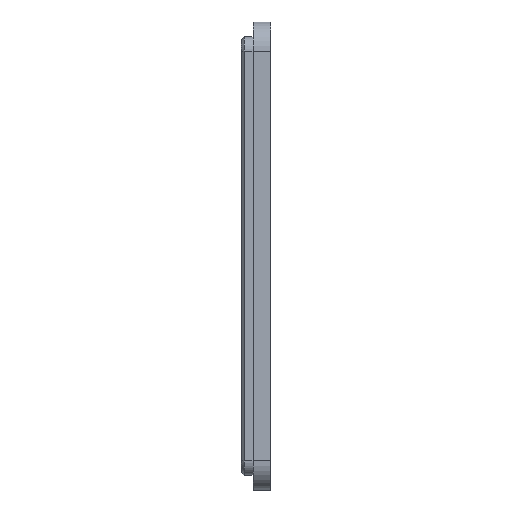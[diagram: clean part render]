
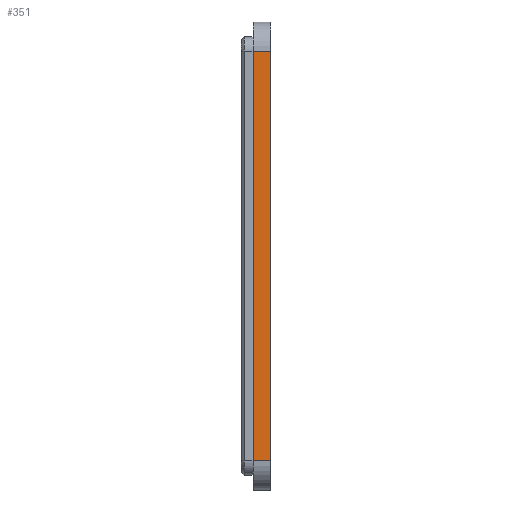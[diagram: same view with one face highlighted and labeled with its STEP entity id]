
A CAD part, left-side view. The second image highlights one B-rep face of the part: STEP entity #351.
In plain terms, the highlighted planar face has unit normal (-1, 0, 0).
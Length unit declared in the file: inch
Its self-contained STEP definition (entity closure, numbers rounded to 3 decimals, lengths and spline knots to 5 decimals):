
#34 = CARTESIAN_POINT ( 'NONE',  ( 0., 0.15, -0.25 ) ) ;
#100 = AXIS2_PLACEMENT_3D ( 'NONE', #1268, #173, #1427 ) ;
#126 = CARTESIAN_POINT ( 'NONE',  ( 0., 0., 0. ) ) ;
#132 = ORIENTED_EDGE ( 'NONE', *, *, #613, .T. ) ;
#156 = CARTESIAN_POINT ( 'NONE',  ( 0., 0.15, 0. ) ) ;
#167 = CARTESIAN_POINT ( 'NONE',  ( 0., 0., -3.75 ) ) ;
#173 = DIRECTION ( 'NONE',  ( -1., 0., 0. ) ) ;
#298 = VECTOR ( 'NONE', #1887, 39.37008 ) ;
#351 = ADVANCED_FACE ( 'NONE', ( #1437 ), #962, .T. ) ;
#451 = ORIENTED_EDGE ( 'NONE', *, *, #682, .F. ) ;
#510 = VERTEX_POINT ( 'NONE', #1063 ) ;
#613 = EDGE_CURVE ( 'NONE', #2060, #677, #1074, .T. ) ;
#677 = VERTEX_POINT ( 'NONE', #167 ) ;
#682 = EDGE_CURVE ( 'NONE', #510, #677, #2043, .T. ) ;
#751 = CARTESIAN_POINT ( 'NONE',  ( 0., 0.15, -3.75 ) ) ;
#759 = DIRECTION ( 'NONE',  ( 0., 0., -1. ) ) ;
#828 = ORIENTED_EDGE ( 'NONE', *, *, #1385, .F. ) ;
#864 = VECTOR ( 'NONE', #1089, 39.37008 ) ;
#888 = CARTESIAN_POINT ( 'NONE',  ( 0., 0.15, -0.25 ) ) ;
#897 = VECTOR ( 'NONE', #759, 39.37008 ) ;
#962 = PLANE ( 'NONE',  #100 ) ;
#1063 = CARTESIAN_POINT ( 'NONE',  ( 0., 0., -0.25 ) ) ;
#1074 = LINE ( 'NONE', #1401, #298 ) ;
#1089 = DIRECTION ( 'NONE',  ( 0., 0., -1. ) ) ;
#1114 = EDGE_CURVE ( 'NONE', #1631, #2060, #1564, .T. ) ;
#1268 = CARTESIAN_POINT ( 'NONE',  ( 0., 0.15, 0. ) ) ;
#1339 = VECTOR ( 'NONE', #1525, 39.37008 ) ;
#1385 = EDGE_CURVE ( 'NONE', #1631, #510, #1658, .T. ) ;
#1401 = CARTESIAN_POINT ( 'NONE',  ( 0., 0.15, -3.75 ) ) ;
#1427 = DIRECTION ( 'NONE',  ( 0., 0., 1. ) ) ;
#1437 = FACE_OUTER_BOUND ( 'NONE', #1950, .T. ) ;
#1525 = DIRECTION ( 'NONE',  ( 0., -1., 0. ) ) ;
#1564 = LINE ( 'NONE', #156, #864 ) ;
#1631 = VERTEX_POINT ( 'NONE', #34 ) ;
#1658 = LINE ( 'NONE', #888, #1339 ) ;
#1887 = DIRECTION ( 'NONE',  ( 0., -1., 0. ) ) ;
#1950 = EDGE_LOOP ( 'NONE', ( #451, #828, #1952, #132 ) ) ;
#1952 = ORIENTED_EDGE ( 'NONE', *, *, #1114, .T. ) ;
#2043 = LINE ( 'NONE', #126, #897 ) ;
#2060 = VERTEX_POINT ( 'NONE', #751 ) ;
